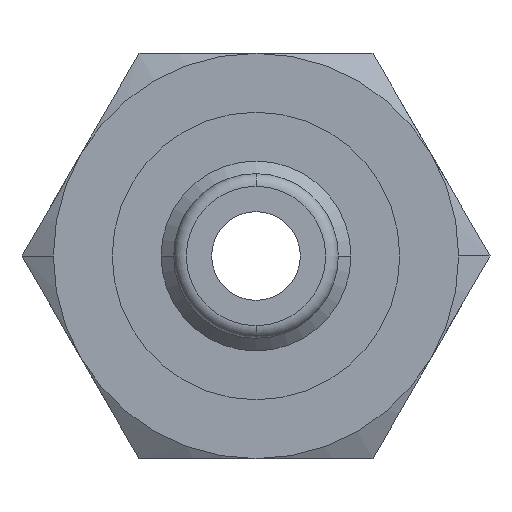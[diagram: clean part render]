
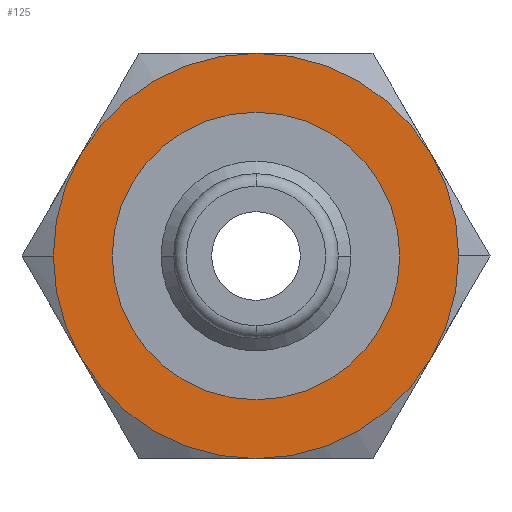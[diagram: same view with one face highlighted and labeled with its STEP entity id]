
A CAD part, front view. The second image highlights one B-rep face of the part: STEP entity #125.
In plain terms, the highlighted planar face has unit normal (0, -1, 0).
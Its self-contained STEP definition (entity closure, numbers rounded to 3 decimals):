
#125=ADVANCED_FACE('',(#279,#280),#281,.T.);
#279=FACE_OUTER_BOUND('',#464,.T.);
#280=FACE_BOUND('',#465,.T.);
#281=PLANE('',#466);
#464=EDGE_LOOP('',(#751,#752,#753,#754,#755,#756,#757,#758));
#465=EDGE_LOOP('',(#759,#760));
#466=AXIS2_PLACEMENT_3D('',#761,#762,#763);
#751=ORIENTED_EDGE('',*,*,#1136,.F.);
#752=ORIENTED_EDGE('',*,*,#1137,.F.);
#753=ORIENTED_EDGE('',*,*,#1138,.F.);
#754=ORIENTED_EDGE('',*,*,#1139,.F.);
#755=ORIENTED_EDGE('',*,*,#1111,.F.);
#756=ORIENTED_EDGE('',*,*,#1140,.F.);
#757=ORIENTED_EDGE('',*,*,#1141,.F.);
#758=ORIENTED_EDGE('',*,*,#1106,.F.);
#759=ORIENTED_EDGE('',*,*,#1095,.F.);
#760=ORIENTED_EDGE('',*,*,#1142,.F.);
#761=CARTESIAN_POINT('',(8.0,32.5,0.0));
#762=DIRECTION('',(-0.0,-1.0,-0.0));
#763=DIRECTION('',(-1.0,0.0,0.0));
#1095=EDGE_CURVE('',#1304,#1300,#1306,.T.);
#1106=EDGE_CURVE('',#1322,#1325,#1326,.T.);
#1111=EDGE_CURVE('',#1332,#1330,#1334,.T.);
#1136=EDGE_CURVE('',#1369,#1322,#1370,.T.);
#1137=EDGE_CURVE('',#1371,#1369,#1372,.T.);
#1138=EDGE_CURVE('',#1373,#1371,#1374,.T.);
#1139=EDGE_CURVE('',#1330,#1373,#1375,.T.);
#1140=EDGE_CURVE('',#1376,#1332,#1377,.T.);
#1141=EDGE_CURVE('',#1325,#1376,#1378,.T.);
#1142=EDGE_CURVE('',#1300,#1304,#1379,.T.);
#1300=VERTEX_POINT('',#1567);
#1304=VERTEX_POINT('',#1572);
#1306=CIRCLE('',#1575,11.35);
#1322=VERTEX_POINT('',#1615);
#1325=VERTEX_POINT('',#1619);
#1326=CIRCLE('',#1620,16.0);
#1330=VERTEX_POINT('',#1635);
#1332=VERTEX_POINT('',#1638);
#1334=CIRCLE('',#1651,16.0);
#1369=VERTEX_POINT('',#1692);
#1370=CIRCLE('',#1693,16.0);
#1371=VERTEX_POINT('',#1694);
#1372=CIRCLE('',#1695,16.0);
#1373=VERTEX_POINT('',#1696);
#1374=CIRCLE('',#1697,16.0);
#1375=CIRCLE('',#1698,16.0);
#1376=VERTEX_POINT('',#1699);
#1377=CIRCLE('',#1700,16.0);
#1378=CIRCLE('',#1701,16.0);
#1379=CIRCLE('',#1702,11.35);
#1567=CARTESIAN_POINT('',(11.35,32.5,0.));
#1572=CARTESIAN_POINT('',(-11.35,32.5,0.));
#1575=AXIS2_PLACEMENT_3D('',#2098,#2099,#2100);
#1615=CARTESIAN_POINT('',(16.0,32.5,0.));
#1619=CARTESIAN_POINT('',(13.856,32.5,-8.0));
#1620=AXIS2_PLACEMENT_3D('',#2110,#2111,#2112);
#1635=CARTESIAN_POINT('',(-16.0,32.5,0.));
#1638=CARTESIAN_POINT('',(-13.856,32.5,-8.));
#1651=AXIS2_PLACEMENT_3D('',#2114,#2115,#2116);
#1692=CARTESIAN_POINT('',(13.856,32.5,8.0));
#1693=AXIS2_PLACEMENT_3D('',#2153,#2154,#2155);
#1694=CARTESIAN_POINT('',(0.,32.5,16.0));
#1695=AXIS2_PLACEMENT_3D('',#2156,#2157,#2158);
#1696=CARTESIAN_POINT('',(-13.856,32.5,8.));
#1697=AXIS2_PLACEMENT_3D('',#2159,#2160,#2161);
#1698=AXIS2_PLACEMENT_3D('',#2162,#2163,#2164);
#1699=CARTESIAN_POINT('',(0.0,32.5,-16.0));
#1700=AXIS2_PLACEMENT_3D('',#2165,#2166,#2167);
#1701=AXIS2_PLACEMENT_3D('',#2168,#2169,#2170);
#1702=AXIS2_PLACEMENT_3D('',#2171,#2172,#2173);
#2098=CARTESIAN_POINT('',(0.0,32.5,0.0));
#2099=DIRECTION('',(0.0,-1.0,0.0));
#2100=DIRECTION('',(1.0,0.0,0.0));
#2110=CARTESIAN_POINT('',(0.0,32.5,0.0));
#2111=DIRECTION('',(-0.0,1.0,0.0));
#2112=DIRECTION('',(1.0,0.0,0.0));
#2114=CARTESIAN_POINT('',(0.0,32.5,0.0));
#2115=DIRECTION('',(-0.0,1.0,0.0));
#2116=DIRECTION('',(1.0,0.0,0.0));
#2153=CARTESIAN_POINT('',(0.0,32.5,0.0));
#2154=DIRECTION('',(-0.0,1.0,0.0));
#2155=DIRECTION('',(1.0,0.0,0.0));
#2156=CARTESIAN_POINT('',(0.0,32.5,0.0));
#2157=DIRECTION('',(-0.0,1.0,0.0));
#2158=DIRECTION('',(1.0,0.0,0.0));
#2159=CARTESIAN_POINT('',(0.0,32.5,0.0));
#2160=DIRECTION('',(-0.0,1.0,0.0));
#2161=DIRECTION('',(1.0,0.0,0.0));
#2162=CARTESIAN_POINT('',(0.0,32.5,0.0));
#2163=DIRECTION('',(-0.0,1.0,0.0));
#2164=DIRECTION('',(1.0,0.0,0.0));
#2165=CARTESIAN_POINT('',(0.0,32.5,0.0));
#2166=DIRECTION('',(-0.0,1.0,0.0));
#2167=DIRECTION('',(1.0,0.0,0.0));
#2168=CARTESIAN_POINT('',(0.0,32.5,0.0));
#2169=DIRECTION('',(-0.0,1.0,0.0));
#2170=DIRECTION('',(1.0,0.0,0.0));
#2171=CARTESIAN_POINT('',(0.0,32.5,0.0));
#2172=DIRECTION('',(0.0,-1.0,0.0));
#2173=DIRECTION('',(1.0,0.0,0.0));
